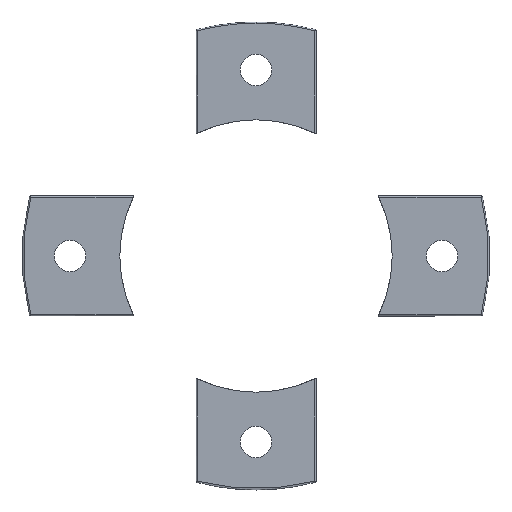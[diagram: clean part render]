
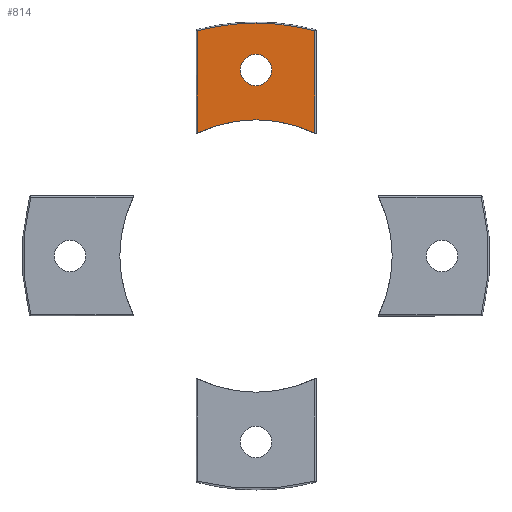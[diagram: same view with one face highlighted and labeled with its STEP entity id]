
A CAD part, front view. The second image highlights one B-rep face of the part: STEP entity #814.
In plain terms, the highlighted planar face has unit normal (0, -1, 0).
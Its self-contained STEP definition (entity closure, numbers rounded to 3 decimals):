
#1 = DIRECTION ( 'NONE',  ( 0., -1., 0. ) ) ;
#2 = CARTESIAN_POINT ( 'NONE',  ( 0., 0., 0. ) ) ;
#37 = AXIS2_PLACEMENT_3D ( 'NONE', #744, #746, #748 ) ;
#39 = CARTESIAN_POINT ( 'NONE',  ( 0., 0., 71. ) ) ;
#42 = CARTESIAN_POINT ( 'NONE',  ( -24.5, 0., 93.855 ) ) ;
#58 = CARTESIAN_POINT ( 'NONE',  ( 24.5, 0., 51.189 ) ) ;
#59 = CARTESIAN_POINT ( 'NONE',  ( -24.5, 0., 51.189 ) ) ;
#122 = AXIS2_PLACEMENT_3D ( 'NONE', #2298, #2297, #2296 ) ;
#125 = CIRCLE ( 'NONE', #122, 6.5 ) ;
#208 = CARTESIAN_POINT ( 'NONE',  ( 0., 0., 0. ) ) ;
#209 = DIRECTION ( 'NONE',  ( 0., -1., 0. ) ) ;
#210 = DIRECTION ( 'NONE',  ( 0., 0., 1. ) ) ;
#211 = CARTESIAN_POINT ( 'NONE',  ( -24.5, 0., -10.957 ) ) ;
#212 = DIRECTION ( 'NONE',  ( 0., 0., -1. ) ) ;
#213 = LINE ( 'NONE', #214, #2873 ) ;
#214 = CARTESIAN_POINT ( 'NONE',  ( 24.5, 0., 94.24 ) ) ;
#215 = DIRECTION ( 'NONE',  ( 0., 0., 1. ) ) ;
#427 = DIRECTION ( 'NONE',  ( 0., 0., 1. ) ) ;
#559 = CARTESIAN_POINT ( 'NONE',  ( -205.406, 0., -10.957 ) ) ;
#560 = FACE_OUTER_BOUND ( 'NONE', #1522, .T. ) ;
#564 = FACE_BOUND ( 'NONE', #1517, .T. ) ;
#565 = PLANE ( 'NONE',  #2930 ) ;
#567 = DIRECTION ( 'NONE',  ( 0., 1., 0. ) ) ;
#568 = DIRECTION ( 'NONE',  ( 0., 0., 1. ) ) ;
#669 = CARTESIAN_POINT ( 'NONE',  ( 0., 0., 77.5 ) ) ;
#670 = DIRECTION ( 'NONE',  ( 0., 1., 0. ) ) ;
#671 = DIRECTION ( 'NONE',  ( 0., 0., 1. ) ) ;
#679 = EDGE_CURVE ( 'NONE', #2605, #2555, #125, .T. ) ;
#715 = EDGE_CURVE ( 'NONE', #2593, #2608, #3007, .T. ) ;
#744 = CARTESIAN_POINT ( 'NONE',  ( 0., 0., 0. ) ) ;
#746 = DIRECTION ( 'NONE',  ( 0., 1., 0. ) ) ;
#748 = DIRECTION ( 'NONE',  ( 0., 0., 1. ) ) ;
#814 = ADVANCED_FACE ( 'NONE', ( #564, #560 ), #565, .F. ) ;
#890 = EDGE_CURVE ( 'NONE', #2563, #2593, #2876, .T. ) ;
#891 = EDGE_CURVE ( 'NONE', #2608, #2625, #2453, .T. ) ;
#892 = EDGE_CURVE ( 'NONE', #2624, #2563, #213, .T. ) ;
#1024 = ORIENTED_EDGE ( 'NONE', *, *, #890, .T. ) ;
#1025 = ORIENTED_EDGE ( 'NONE', *, *, #2131, .T. ) ;
#1027 = ORIENTED_EDGE ( 'NONE', *, *, #679, .T. ) ;
#1028 = ORIENTED_EDGE ( 'NONE', *, *, #2142, .T. ) ;
#1029 = ORIENTED_EDGE ( 'NONE', *, *, #892, .T. ) ;
#1030 = ORIENTED_EDGE ( 'NONE', *, *, #715, .T. ) ;
#1031 = ORIENTED_EDGE ( 'NONE', *, *, #891, .T. ) ;
#1472 = CARTESIAN_POINT ( 'NONE',  ( 0., 0., 84. ) ) ;
#1478 = CARTESIAN_POINT ( 'NONE',  ( 24.5, 0., 93.855 ) ) ;
#1508 = CARTESIAN_POINT ( 'NONE',  ( 0., 0., 97. ) ) ;
#1517 = EDGE_LOOP ( 'NONE', ( #1027, #1025 ) ) ;
#1522 = EDGE_LOOP ( 'NONE', ( #1024, #1030, #1031, #1028, #1029 ) ) ;
#2131 = EDGE_CURVE ( 'NONE', #2555, #2605, #2691, .T. ) ;
#2142 = EDGE_CURVE ( 'NONE', #2625, #2624, #2687, .T. ) ;
#2296 = DIRECTION ( 'NONE',  ( 0., 0., 1. ) ) ;
#2297 = DIRECTION ( 'NONE',  ( 0., 1., 0. ) ) ;
#2298 = CARTESIAN_POINT ( 'NONE',  ( 0., 0., 77.5 ) ) ;
#2453 = LINE ( 'NONE', #211, #2881 ) ;
#2555 = VERTEX_POINT ( 'NONE', #1472 ) ;
#2563 = VERTEX_POINT ( 'NONE', #1478 ) ;
#2593 = VERTEX_POINT ( 'NONE', #1508 ) ;
#2605 = VERTEX_POINT ( 'NONE', #39 ) ;
#2608 = VERTEX_POINT ( 'NONE', #42 ) ;
#2624 = VERTEX_POINT ( 'NONE', #58 ) ;
#2625 = VERTEX_POINT ( 'NONE', #59 ) ;
#2687 = CIRCLE ( 'NONE', #37, 56.75 ) ;
#2688 = AXIS2_PLACEMENT_3D ( 'NONE', #669, #670, #671 ) ;
#2691 = CIRCLE ( 'NONE', #2688, 6.5 ) ;
#2873 = VECTOR ( 'NONE', #215, 1000. ) ;
#2874 = AXIS2_PLACEMENT_3D ( 'NONE', #208, #209, #210 ) ;
#2876 = CIRCLE ( 'NONE', #2874, 97. ) ;
#2881 = VECTOR ( 'NONE', #212, 1000. ) ;
#2930 = AXIS2_PLACEMENT_3D ( 'NONE', #559, #567, #568 ) ;
#3000 = AXIS2_PLACEMENT_3D ( 'NONE', #2, #1, #427 ) ;
#3007 = CIRCLE ( 'NONE', #3000, 97. ) ;
